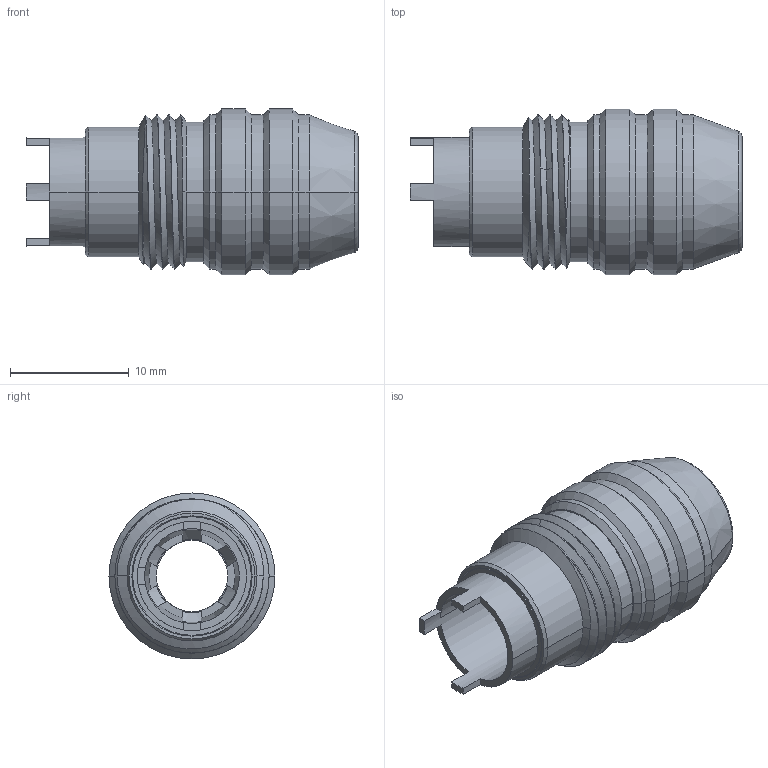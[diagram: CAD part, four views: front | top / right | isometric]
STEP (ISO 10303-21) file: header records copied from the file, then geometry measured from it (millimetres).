
FILE_DESCRIPTION((''),'2;1');
FILE_NAME('PRT0001','2016-12-15T',('cgregory'),('NET AG system integration'),'CREO PARAMETRIC BY PTC INC, 2016260','CREO PARAMETRIC BY PTC INC, 2016260','');
FILE_SCHEMA(('AUTOMOTIVE_DESIGN { 1 0 10303 214 1 1 1 1 }'));
Length unit declared in the file: millimetre
Products named in the file (1): PRT0001
Bounding box: 28 x 14 x 14 mm (x, y, z)
Volume: 1735.2 mm3; surface area: 3023.6 mm2
Topology: 1 solids, 1 shells, 155 faces, 451 edges, 293 vertices
Faces by surface type: cylinder 52, plane 45, cone 44, torus 10, bspline 4
Entity records: 7394 total; most frequent: CARTESIAN_POINT 2025, ORIENTED_EDGE 902, DIRECTION 857, EDGE_CURVE 451, AXIS2_PLACEMENT_3D 353, VERTEX_POINT 293, CIRCLE 202, EDGE_LOOP 164
